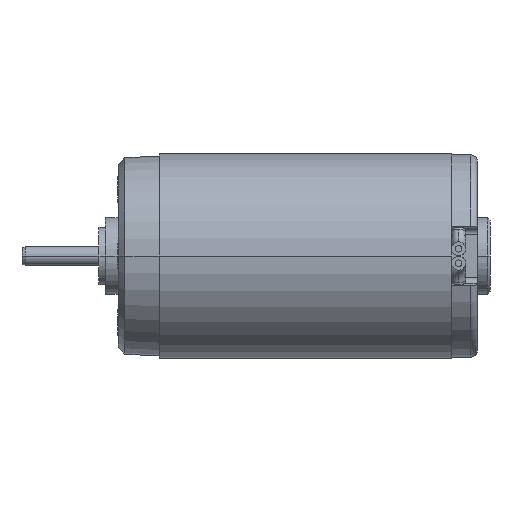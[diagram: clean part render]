
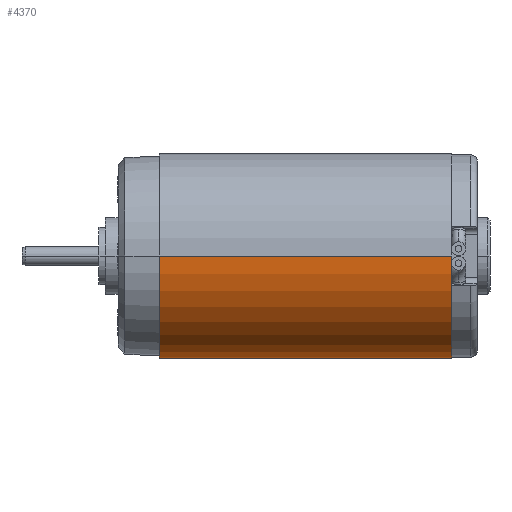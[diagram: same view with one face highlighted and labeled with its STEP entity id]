
A CAD part, front view. The second image highlights one B-rep face of the part: STEP entity #4370.
In plain terms, the highlighted cylindrical face has radius 8 mm (diameter 16 mm), a partial arc.
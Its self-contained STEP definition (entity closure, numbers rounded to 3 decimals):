
#811=CARTESIAN_POINT('',(33.5,0.,0.));
#812=DIRECTION('',(-1.,0.,0.));
#813=DIRECTION('',(0.,1.,0.));
#814=AXIS2_PLACEMENT_3D('',#811,#812,#813);
#816=DIRECTION('',(-1.,0.,0.));
#817=VECTOR('',#816,22.8);
#818=CARTESIAN_POINT('',(33.5,8.,0.));
#819=LINE('',#818,#817);
#825=DIRECTION('',(-1.,0.,0.));
#826=VECTOR('',#825,22.8);
#827=CARTESIAN_POINT('',(33.5,-8.,0.));
#828=LINE('',#827,#826);
#834=CARTESIAN_POINT('',(10.7,0.,0.));
#835=DIRECTION('',(-1.,0.,0.));
#836=DIRECTION('',(0.,1.,0.));
#837=AXIS2_PLACEMENT_3D('',#834,#835,#836);
#2585=CARTESIAN_POINT('',(33.5,8.,0.));
#2586=CARTESIAN_POINT('',(10.7,8.,0.));
#2587=VERTEX_POINT('',#2585);
#2588=VERTEX_POINT('',#2586);
#2601=CARTESIAN_POINT('',(33.5,-8.,0.));
#2602=CARTESIAN_POINT('',(10.7,-8.,0.));
#2603=VERTEX_POINT('',#2601);
#2604=VERTEX_POINT('',#2602);
#4356=CARTESIAN_POINT('',(38.325,0.,0.));
#4357=DIRECTION('',(-1.,0.,0.));
#4358=DIRECTION('',(0.,1.,0.));
#4359=AXIS2_PLACEMENT_3D('',#4356,#4357,#4358);
#4360=CYLINDRICAL_SURFACE('',#4359,8.);
#4362=ORIENTED_EDGE('',*,*,#4361,.T.);
#4364=ORIENTED_EDGE('',*,*,#4363,.T.);
#4366=ORIENTED_EDGE('',*,*,#4365,.F.);
#4367=ORIENTED_EDGE('',*,*,#4332,.F.);
#4368=EDGE_LOOP('',(#4362,#4364,#4366,#4367));
#4369=FACE_OUTER_BOUND('',#4368,.F.);
#4370=ADVANCED_FACE('',(#4369),#4360,.T.);
#815=CIRCLE('',#814,8.);
#838=CIRCLE('',#837,8.);
#4332=EDGE_CURVE('',#2587,#2603,#815,.T.);
#4361=EDGE_CURVE('',#2587,#2588,#819,.T.);
#4363=EDGE_CURVE('',#2588,#2604,#838,.T.);
#4365=EDGE_CURVE('',#2603,#2604,#828,.T.);
